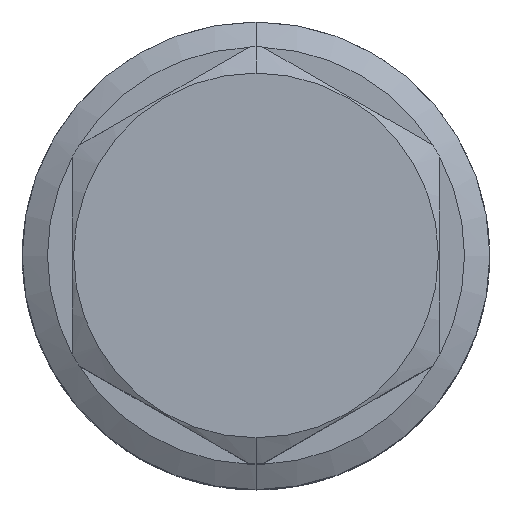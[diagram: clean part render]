
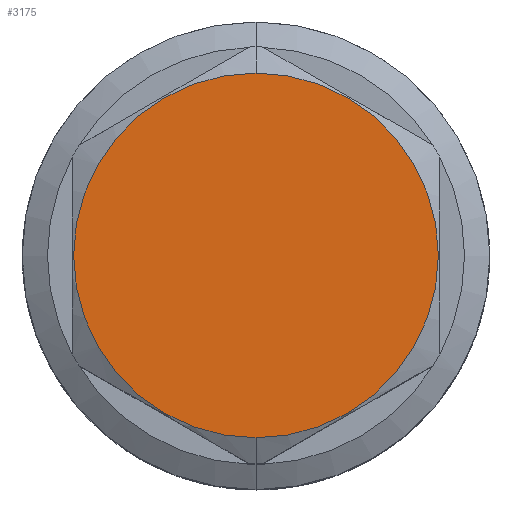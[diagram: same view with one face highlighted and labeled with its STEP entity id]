
A CAD part, top view. The second image highlights one B-rep face of the part: STEP entity #3175.
In plain terms, the highlighted planar face has unit normal (0, 0, 1).
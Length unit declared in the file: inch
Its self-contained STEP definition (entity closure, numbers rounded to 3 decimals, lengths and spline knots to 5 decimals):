
#945=CARTESIAN_POINT('',(0.,0.,4.282));
#946=DIRECTION('',(0.,0.,1.));
#947=DIRECTION('',(0.,-1.,0.));
#948=AXIS2_PLACEMENT_3D('',#945,#946,#947);
#950=CARTESIAN_POINT('',(0.,0.,4.282));
#951=DIRECTION('',(0.,0.,1.));
#952=DIRECTION('',(0.,1.,0.));
#953=AXIS2_PLACEMENT_3D('',#950,#951,#952);
#1631=CARTESIAN_POINT('',(0.,-0.62,4.282));
#1632=CARTESIAN_POINT('',(0.,0.62,4.282));
#1633=VERTEX_POINT('',#1631);
#1634=VERTEX_POINT('',#1632);
#3166=CARTESIAN_POINT('',(0.,0.,4.282));
#3167=DIRECTION('',(0.,0.,1.));
#3168=DIRECTION('',(0.,1.,0.));
#3169=AXIS2_PLACEMENT_3D('',#3166,#3167,#3168);
#3170=PLANE('',#3169);
#3171=ORIENTED_EDGE('',*,*,#2936,.F.);
#3172=ORIENTED_EDGE('',*,*,#3157,.F.);
#3173=EDGE_LOOP('',(#3171,#3172));
#3174=FACE_OUTER_BOUND('',#3173,.F.);
#3175=ADVANCED_FACE('',(#3174),#3170,.T.);
#949=CIRCLE('',#948,0.62);
#954=CIRCLE('',#953,0.62);
#2936=EDGE_CURVE('',#1633,#1634,#949,.T.);
#3157=EDGE_CURVE('',#1634,#1633,#954,.T.);
